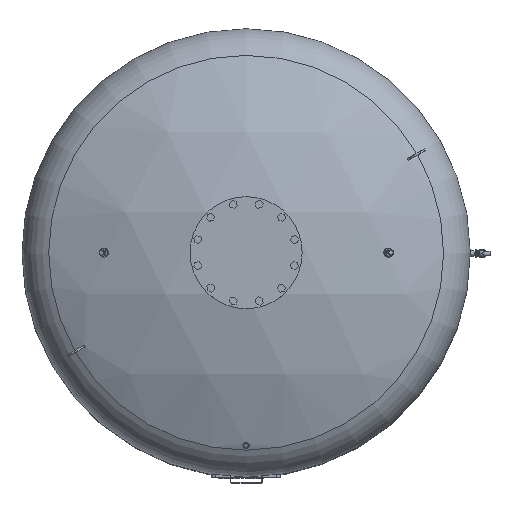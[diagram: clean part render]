
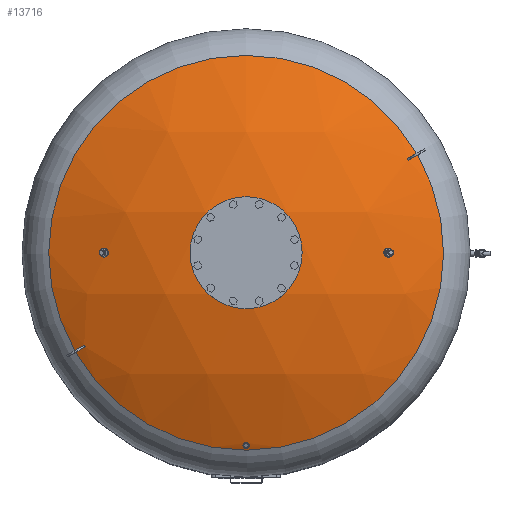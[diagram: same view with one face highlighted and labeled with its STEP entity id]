
A CAD part, top view. The second image highlights one B-rep face of the part: STEP entity #13716.
In plain terms, the highlighted spherical face has radius 1509 mm.
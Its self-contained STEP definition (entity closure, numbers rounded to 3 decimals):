
#34=SPHERICAL_SURFACE($,#14839,1509.);
#52=B_SPLINE_CURVE_WITH_KNOTS($,3,(#21685,#21686,#21687,#21688,#21689,#21690,
#21691,#21692,#21693,#21694,#21695,#21696,#21697,#21698,#21699,#21700,#21701,
#21702,#21703,#21704,#21705,#21706,#21707,#21708,#21709,#21710,#21711,#21712,
#21713,#21714,#21715,#21716,#21717,#21718,#21719,#21720,#21721,#21722,#21723,
#21724,#21725,#21726,#21727,#21728,#21729,#21730,#21731,#21732,#21733,#21734,
#21735,#21736,#21737,#21738,#21739,#21740,#21741,#21742,#21743,#21744,#21745,
#21746,#21747,#21748,#21749,#21750),.UNSPECIFIED.,.T.,.F.,(4,2,2,2,2,2,
2,2,2,2,2,2,2,2,2,2,2,2,2,2,2,2,2,2,2,2,2,2,2,2,2,2,4),(0.,1.996,
3.992,5.989,7.985,10.217,12.449,
14.681,16.913,19.143,21.374,23.605,
25.835,27.832,29.828,31.824,33.82,
35.816,37.812,39.808,41.804,44.035,
46.266,48.496,50.727,52.959,55.191,
57.423,59.655,61.651,63.647,65.643,
67.64),.UNSPECIFIED.);
#239=FACE_BOUND($,#2488,.T.);
#696=CIRCLE($,#14836,660.607);
#697=CIRCLE($,#14837,660.607);
#698=CIRCLE($,#14840,1508.997);
#699=CIRCLE($,#14841,1508.997);
#700=CIRCLE($,#14842,1490.642);
#701=CIRCLE($,#14843,1508.997);
#702=CIRCLE($,#14844,1508.997);
#703=CIRCLE($,#14845,1490.642);
#1536=FACE_OUTER_BOUND($,#2487,.T.);
#2487=EDGE_LOOP($,(#10998,#10999,#11000,#11001,#11002,#11003,#11004,#11005));
#2488=EDGE_LOOP($,(#11006));
#6513=VERTEX_POINT($,#21541);
#6516=VERTEX_POINT($,#21561);
#6517=VERTEX_POINT($,#21572);
#6520=VERTEX_POINT($,#21593);
#6522=VERTEX_POINT($,#21674);
#6523=VERTEX_POINT($,#21676);
#6524=VERTEX_POINT($,#21678);
#6525=VERTEX_POINT($,#21681);
#6526=VERTEX_POINT($,#21684);
#8136=EDGE_CURVE($,#6516,#6517,#696,.T.);
#8140=EDGE_CURVE($,#6520,#6513,#697,.T.);
#8142=EDGE_CURVE($,#6522,#6513,#698,.T.);
#8143=EDGE_CURVE($,#6520,#6523,#699,.T.);
#8144=EDGE_CURVE($,#6523,#6524,#700,.T.);
#8145=EDGE_CURVE($,#6524,#6517,#701,.T.);
#8146=EDGE_CURVE($,#6516,#6525,#702,.T.);
#8147=EDGE_CURVE($,#6525,#6522,#703,.T.);
#8148=EDGE_CURVE($,#6526,#6526,#52,.T.);
#10998=ORIENTED_EDGE($,*,*,#8142,.T.);
#10999=ORIENTED_EDGE($,*,*,#8140,.F.);
#11000=ORIENTED_EDGE($,*,*,#8143,.T.);
#11001=ORIENTED_EDGE($,*,*,#8144,.T.);
#11002=ORIENTED_EDGE($,*,*,#8145,.T.);
#11003=ORIENTED_EDGE($,*,*,#8136,.F.);
#11004=ORIENTED_EDGE($,*,*,#8146,.T.);
#11005=ORIENTED_EDGE($,*,*,#8147,.T.);
#11006=ORIENTED_EDGE($,*,*,#8148,.F.);
#13716=ADVANCED_FACE($,(#1536,#239),#34,.T.);
#14836=AXIS2_PLACEMENT_3D($,#21573,#17543,#17544);
#14837=AXIS2_PLACEMENT_3D($,#21604,#17545,#17546);
#14839=AXIS2_PLACEMENT_3D($,#21673,#17549,#17550);
#14840=AXIS2_PLACEMENT_3D($,#21675,#17551,#17552);
#14841=AXIS2_PLACEMENT_3D($,#21677,#17553,#17554);
#14842=AXIS2_PLACEMENT_3D($,#21679,#17555,#17556);
#14843=AXIS2_PLACEMENT_3D($,#21680,#17557,#17558);
#14844=AXIS2_PLACEMENT_3D($,#21682,#17559,#17560);
#14845=AXIS2_PLACEMENT_3D($,#21683,#17561,#17562);
#17543=DIRECTION('center_axis',(0.,0.,
-1.));
#17544=DIRECTION('ref_axis',(1.,0.,0.));
#17545=DIRECTION('center_axis',(0.,0.,
-1.));
#17546=DIRECTION('ref_axis',(1.,0.,0.));
#17549=DIRECTION('center_axis',(0.,-1.,0.));
#17550=DIRECTION('ref_axis',(-1.,0.,0.));
#17551=DIRECTION('center_axis',(0.5,-0.866,0.));
#17552=DIRECTION('ref_axis',(0.,0.,1.));
#17553=DIRECTION('center_axis',(0.5,-0.866,0.));
#17554=DIRECTION('ref_axis',(0.,0.,1.));
#17555=DIRECTION('center_axis',(-0.835,-0.482,0.267));
#17556=DIRECTION('ref_axis',(0.,0.485,0.875));
#17557=DIRECTION('center_axis',(-0.5,0.866,0.));
#17558=DIRECTION('ref_axis',(0.,0.,-1.));
#17559=DIRECTION('center_axis',(-0.5,0.866,0.));
#17560=DIRECTION('ref_axis',(0.,0.,-1.));
#17561=DIRECTION('center_axis',(0.835,0.482,0.267));
#17562=DIRECTION('ref_axis',(0.,0.485,-0.875));
#21541=CARTESIAN_POINT('',(-570.596,-332.898,2273.717));
#21561=CARTESIAN_POINT('',(-573.596,-327.702,2273.717));
#21572=CARTESIAN_POINT('',(570.596,332.898,2273.717));
#21573=CARTESIAN_POINT('Origin',(0.,0.,
2273.717));
#21593=CARTESIAN_POINT('',(573.596,327.702,2273.717));
#21604=CARTESIAN_POINT('Origin',(0.,0.,
2273.717));
#21673=CARTESIAN_POINT('Origin',(0.,0.,
917.));
#21674=CARTESIAN_POINT('',(-539.005,-314.659,2290.88));
#21675=CARTESIAN_POINT('Origin',(1.5,-2.598,917.));
#21676=CARTESIAN_POINT('',(542.005,309.462,2290.88));
#21677=CARTESIAN_POINT('Origin',(1.5,-2.598,917.));
#21678=CARTESIAN_POINT('',(539.005,314.659,2290.88));
#21679=CARTESIAN_POINT('Origin',(195.85,113.074,854.348));
#21680=CARTESIAN_POINT('Origin',(-1.5,2.598,917.));
#21681=CARTESIAN_POINT('',(-542.005,-309.462,2290.88));
#21682=CARTESIAN_POINT('Origin',(-1.5,2.598,917.));
#21683=CARTESIAN_POINT('Origin',(-195.85,-113.074,854.348));
#21684=CARTESIAN_POINT('',(0.,-655.65,2276.119));
#21685=CARTESIAN_POINT('Ctrl Pts',(0.,-655.65,2276.119));
#21686=CARTESIAN_POINT('Ctrl Pts',(0.665,-655.65,2276.119));
#21687=CARTESIAN_POINT('Ctrl Pts',(1.351,-655.587,2276.149));
#21688=CARTESIAN_POINT('Ctrl Pts',(2.709,-655.323,2276.274));
#21689=CARTESIAN_POINT('Ctrl Pts',(3.382,-655.123,2276.369));
#21690=CARTESIAN_POINT('Ctrl Pts',(4.666,-654.599,2276.618));
#21691=CARTESIAN_POINT('Ctrl Pts',(5.279,-654.274,2276.772));
#21692=CARTESIAN_POINT('Ctrl Pts',(6.408,-653.533,2277.123));
#21693=CARTESIAN_POINT('Ctrl Pts',(6.924,-653.117,2277.321));
#21694=CARTESIAN_POINT('Ctrl Pts',(7.889,-652.189,2277.76));
#21695=CARTESIAN_POINT('Ctrl Pts',(8.361,-651.637,2278.022));
#21696=CARTESIAN_POINT('Ctrl Pts',(9.184,-650.441,2278.589));
#21697=CARTESIAN_POINT('Ctrl Pts',(9.537,-649.796,2278.894));
#21698=CARTESIAN_POINT('Ctrl Pts',(10.099,-648.458,2279.528));
#21699=CARTESIAN_POINT('Ctrl Pts',(10.31,-647.763,2279.857));
#21700=CARTESIAN_POINT('Ctrl Pts',(10.585,-646.37,2280.516));
#21701=CARTESIAN_POINT('Ctrl Pts',(10.65,-645.673,2280.846));
#21702=CARTESIAN_POINT('Ctrl Pts',(10.65,-644.328,2281.482));
#21703=CARTESIAN_POINT('Ctrl Pts',(10.585,-643.631,2281.811));
#21704=CARTESIAN_POINT('Ctrl Pts',(10.31,-642.238,2282.469));
#21705=CARTESIAN_POINT('Ctrl Pts',(10.1,-641.543,2282.797));
#21706=CARTESIAN_POINT('Ctrl Pts',(9.537,-640.205,2283.429));
#21707=CARTESIAN_POINT('Ctrl Pts',(9.185,-639.561,2283.733));
#21708=CARTESIAN_POINT('Ctrl Pts',(8.361,-638.364,2284.298));
#21709=CARTESIAN_POINT('Ctrl Pts',(7.89,-637.812,2284.558));
#21710=CARTESIAN_POINT('Ctrl Pts',(6.925,-636.884,2284.996));
#21711=CARTESIAN_POINT('Ctrl Pts',(6.408,-636.467,2285.192));
#21712=CARTESIAN_POINT('Ctrl Pts',(5.279,-635.726,2285.542));
#21713=CARTESIAN_POINT('Ctrl Pts',(4.666,-635.402,2285.694));
#21714=CARTESIAN_POINT('Ctrl Pts',(3.382,-634.877,2285.941));
#21715=CARTESIAN_POINT('Ctrl Pts',(2.709,-634.677,2286.036));
#21716=CARTESIAN_POINT('Ctrl Pts',(1.351,-634.413,2286.16));
#21717=CARTESIAN_POINT('Ctrl Pts',(0.665,-634.35,2286.19));
#21718=CARTESIAN_POINT('Ctrl Pts',(-0.665,-634.35,2286.19));
#21719=CARTESIAN_POINT('Ctrl Pts',(-1.351,-634.413,
2286.16));
#21720=CARTESIAN_POINT('Ctrl Pts',(-2.709,-634.677,2286.036));
#21721=CARTESIAN_POINT('Ctrl Pts',(-3.382,-634.877,2285.941));
#21722=CARTESIAN_POINT('Ctrl Pts',(-4.666,-635.402,
2285.694));
#21723=CARTESIAN_POINT('Ctrl Pts',(-5.279,-635.726,
2285.542));
#21724=CARTESIAN_POINT('Ctrl Pts',(-6.408,-636.467,
2285.192));
#21725=CARTESIAN_POINT('Ctrl Pts',(-6.925,-636.884,2284.996));
#21726=CARTESIAN_POINT('Ctrl Pts',(-7.89,-637.812,2284.558));
#21727=CARTESIAN_POINT('Ctrl Pts',(-8.361,-638.364,
2284.298));
#21728=CARTESIAN_POINT('Ctrl Pts',(-9.185,-639.561,
2283.733));
#21729=CARTESIAN_POINT('Ctrl Pts',(-9.537,-640.205,
2283.429));
#21730=CARTESIAN_POINT('Ctrl Pts',(-10.1,-641.543,2282.797));
#21731=CARTESIAN_POINT('Ctrl Pts',(-10.31,-642.238,
2282.469));
#21732=CARTESIAN_POINT('Ctrl Pts',(-10.585,-643.631,
2281.811));
#21733=CARTESIAN_POINT('Ctrl Pts',(-10.65,-644.328,2281.482));
#21734=CARTESIAN_POINT('Ctrl Pts',(-10.65,-645.673,2280.846));
#21735=CARTESIAN_POINT('Ctrl Pts',(-10.585,-646.37,2280.516));
#21736=CARTESIAN_POINT('Ctrl Pts',(-10.31,-647.763,2279.857));
#21737=CARTESIAN_POINT('Ctrl Pts',(-10.099,-648.458,
2279.528));
#21738=CARTESIAN_POINT('Ctrl Pts',(-9.537,-649.796,2278.894));
#21739=CARTESIAN_POINT('Ctrl Pts',(-9.184,-650.441,
2278.589));
#21740=CARTESIAN_POINT('Ctrl Pts',(-8.361,-651.637,
2278.022));
#21741=CARTESIAN_POINT('Ctrl Pts',(-7.889,-652.189,
2277.76));
#21742=CARTESIAN_POINT('Ctrl Pts',(-6.924,-653.117,
2277.321));
#21743=CARTESIAN_POINT('Ctrl Pts',(-6.408,-653.533,
2277.123));
#21744=CARTESIAN_POINT('Ctrl Pts',(-5.279,-654.274,
2276.772));
#21745=CARTESIAN_POINT('Ctrl Pts',(-4.666,-654.599,
2276.618));
#21746=CARTESIAN_POINT('Ctrl Pts',(-3.382,-655.123,
2276.369));
#21747=CARTESIAN_POINT('Ctrl Pts',(-2.709,-655.323,
2276.274));
#21748=CARTESIAN_POINT('Ctrl Pts',(-1.351,-655.587,
2276.149));
#21749=CARTESIAN_POINT('Ctrl Pts',(-0.665,-655.65,2276.119));
#21750=CARTESIAN_POINT('Ctrl Pts',(0.,-655.65,2276.119));
